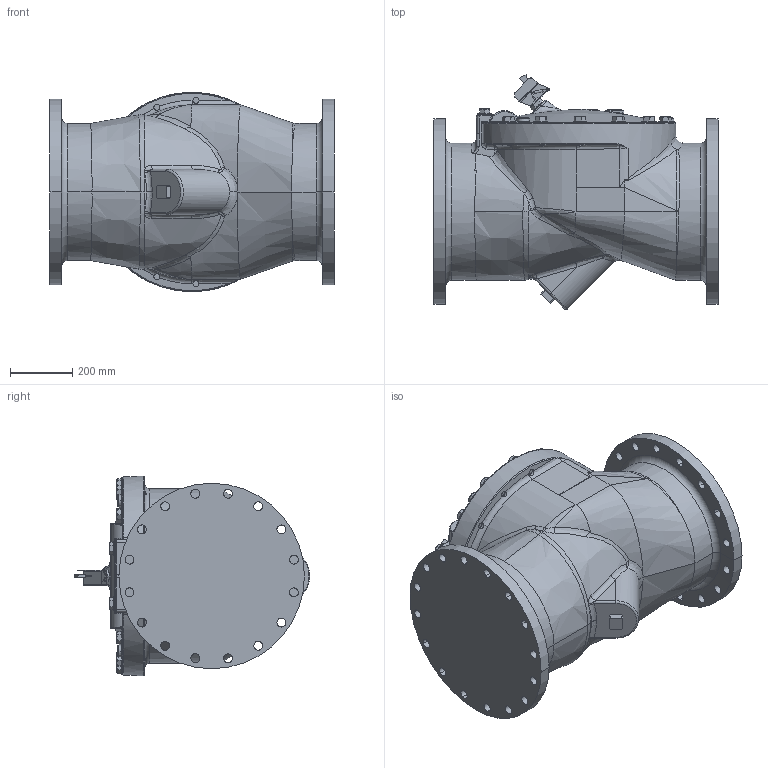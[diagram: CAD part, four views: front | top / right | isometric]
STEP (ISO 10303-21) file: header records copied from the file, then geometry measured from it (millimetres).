
FILE_DESCRIPTION((''),'2;1');
FILE_NAME('516CMI_SW0001','2023-11-01T10:01:54',('jlesh'),(''),'CREO PARAMETRIC BY PTC INC, 2023072','CREO PARAMETRIC BY PTC INC, 2023072','');
FILE_SCHEMA(('AUTOMOTIVE_DESIGN { 1 0 10303 214 1 1 1 1 }'));
Length unit declared in the file: inch
Products named in the file (1): 516CMI_SW0001
Bounding box: 914.4 x 756.66 x 641.17 mm (x, y, z)
Volume: 197178424 mm3; surface area: 2687174.7 mm2
Topology: 1 solids, 1 shells, 785 faces, 1880 edges, 1140 vertices
Faces by surface type: plane 229, cylinder 189, bspline 144, torus 105, cone 98, sphere 20
Entity records: 54135 total; most frequent: CARTESIAN_POINT 33609, ORIENTED_EDGE 3748, DIRECTION 3243, EDGE_CURVE 1874, AXIS2_PLACEMENT_3D 1342, COLOUR_RGB 1331, VERTEX_POINT 1140, EDGE_LOOP 906
